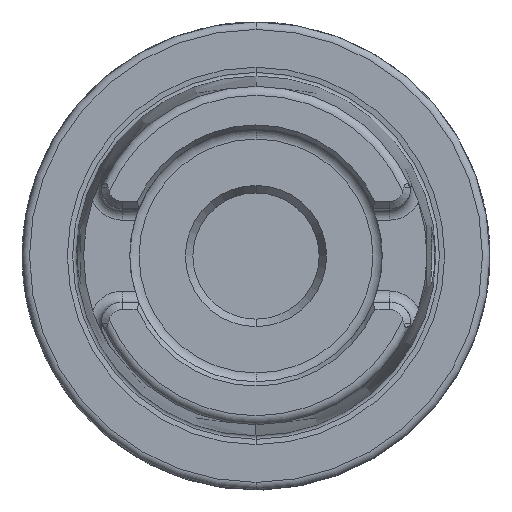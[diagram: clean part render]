
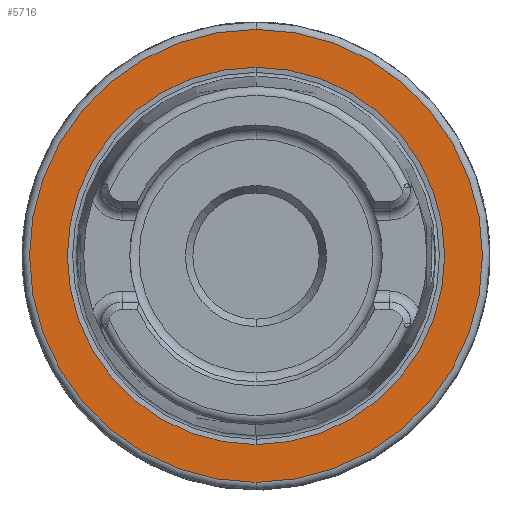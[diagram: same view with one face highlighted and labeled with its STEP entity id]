
A CAD part, top view. The second image highlights one B-rep face of the part: STEP entity #5716.
In plain terms, the highlighted planar face has unit normal (0, 0, 1).
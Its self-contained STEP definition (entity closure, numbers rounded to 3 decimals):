
#1264=CARTESIAN_POINT('',(0,0,26));
#1265=DIRECTION('',(0,0,-1));
#1266=DIRECTION('',(0,1,0));
#1267=AXIS2_PLACEMENT_3D('',#1264,#1265,#1266);
#1277=CARTESIAN_POINT('',(0,0,26));
#1278=DIRECTION('',(0,0,1));
#1279=DIRECTION('',(0,1,0));
#1280=AXIS2_PLACEMENT_3D('',#1277,#1278,#1279);
#1282=CARTESIAN_POINT('',(0,0,26));
#1283=DIRECTION('',(0,0,1));
#1284=DIRECTION('',(0,1,0));
#1285=AXIS2_PLACEMENT_3D('',#1282,#1283,#1284);
#1287=CARTESIAN_POINT('',(0,0,26));
#1288=DIRECTION('',(0,0,1));
#1289=DIRECTION('',(0,-1,0));
#1290=AXIS2_PLACEMENT_3D('',#1287,#1288,#1289);
#3749=CARTESIAN_POINT('',(0,25.409,26));
#3751=VERTEX_POINT('',#3749);
#3785=CARTESIAN_POINT('',(0,-25.409,26));
#3787=VERTEX_POINT('',#3785);
#3851=CARTESIAN_POINT('',(0,30.5,26));
#3852=CARTESIAN_POINT('',(0,-30.5,26));
#3853=VERTEX_POINT('',#3851);
#3854=VERTEX_POINT('',#3852);
#5701=CARTESIAN_POINT('',(0,0,26));
#5702=DIRECTION('',(0,0,-1));
#5703=DIRECTION('',(0,-1,0));
#5704=AXIS2_PLACEMENT_3D('',#5701,#5702,#5703);
#5705=PLANE('',#5704);
#5707=ORIENTED_EDGE('',*,*,#5706,.F.);
#5709=ORIENTED_EDGE('',*,*,#5708,.F.);
#5710=EDGE_LOOP('',(#5707,#5709));
#5711=FACE_OUTER_BOUND('',#5710,.F.);
#5712=ORIENTED_EDGE('',*,*,#5696,.T.);
#5713=ORIENTED_EDGE('',*,*,#5680,.F.);
#5714=EDGE_LOOP('',(#5712,#5713));
#5715=FACE_BOUND('',#5714,.F.);
#5716=ADVANCED_FACE('',(#5711,#5715),#5705,.F.);
#1268=CIRCLE('',#1267,25.409);
#1281=CIRCLE('',#1280,25.409);
#1286=CIRCLE('',#1285,30.5);
#1291=CIRCLE('',#1290,30.5);
#5680=EDGE_CURVE('',#3751,#3787,#1268,.T.);
#5696=EDGE_CURVE('',#3751,#3787,#1281,.T.);
#5706=EDGE_CURVE('',#3853,#3854,#1286,.T.);
#5708=EDGE_CURVE('',#3854,#3853,#1291,.T.);
